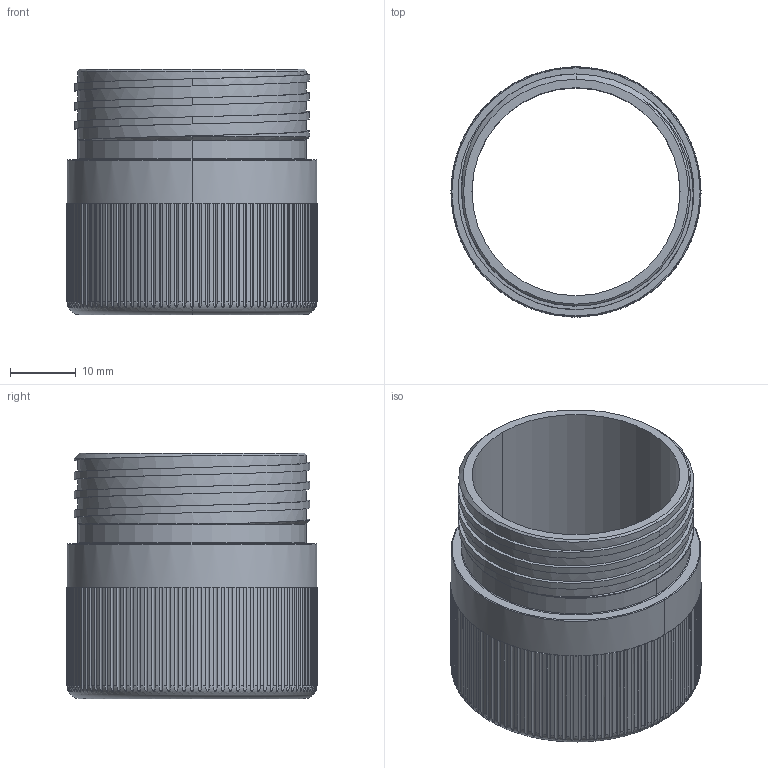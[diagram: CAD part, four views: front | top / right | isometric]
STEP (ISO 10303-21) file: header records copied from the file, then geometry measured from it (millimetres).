
FILE_DESCRIPTION (( 'STEP AP214' ), '1' );
FILE_NAME ('300-00-060.STEP', '2020-11-11T14:49:08', ( '' ), ( '' ), 'SwSTEP 2.0', 'SolidWorks 2020', '' );
FILE_SCHEMA (( 'AUTOMOTIVE_DESIGN' ));
Length unit declared in the file: inch
Products named in the file (1): 300-00-060
Bounding box: 38.1 x 38.1 x 37.39 mm (x, y, z)
Volume: 10356.1 mm3; surface area: 9521.4 mm2
Topology: 1 solids, 1 shells, 474 faces, 1198 edges, 729 vertices
Faces by surface type: cylinder 256, plane 205, torus 6, cone 4, bspline 3
Entity records: 17003 total; most frequent: CARTESIAN_POINT 5255, DIRECTION 2753, ORIENTED_EDGE 2396, AXIS2_PLACEMENT_3D 1247, EDGE_CURVE 1198, CIRCLE 775, VERTEX_POINT 729, EDGE_LOOP 479
